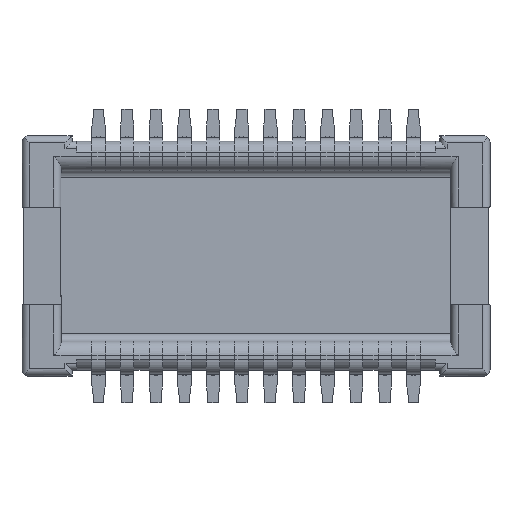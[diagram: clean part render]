
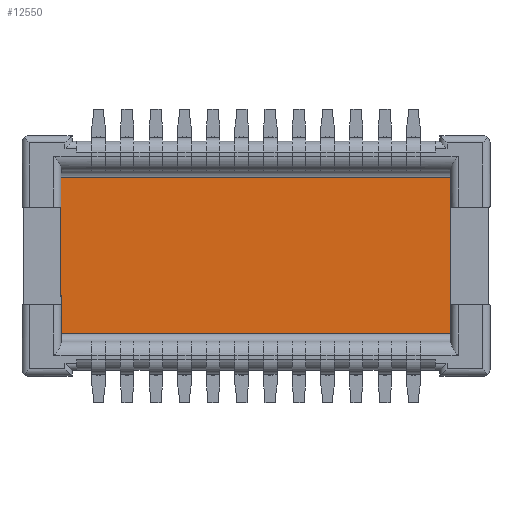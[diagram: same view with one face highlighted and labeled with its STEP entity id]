
A CAD part, top view. The second image highlights one B-rep face of the part: STEP entity #12550.
In plain terms, the highlighted planar face has unit normal (0, 0, 1).
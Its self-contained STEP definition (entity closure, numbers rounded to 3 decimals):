
#847=ORIENTED_EDGE('',*,*,#4559,.F.);
#848=ORIENTED_EDGE('',*,*,#4560,.T.);
#849=ORIENTED_EDGE('',*,*,#4561,.F.);
#850=ORIENTED_EDGE('',*,*,#4562,.T.);
#4559=EDGE_CURVE('',#6401,#6402,#7681,.T.);
#4560=EDGE_CURVE('',#6401,#6403,#7682,.F.);
#4561=EDGE_CURVE('',#6404,#6403,#7683,.T.);
#4562=EDGE_CURVE('',#6404,#6402,#7684,.F.);
#6401=VERTEX_POINT('',#18021);
#6402=VERTEX_POINT('',#18022);
#6403=VERTEX_POINT('',#18024);
#6404=VERTEX_POINT('',#18026);
#7681=LINE('',#18020,#9319);
#7682=LINE('',#18023,#9320);
#7683=LINE('',#18025,#9321);
#7684=LINE('',#18027,#9322);
#9319=VECTOR('',#14439,1000.);
#9320=VECTOR('',#14440,1000.);
#9321=VECTOR('',#14441,1000.);
#9322=VECTOR('',#14442,1000.);
#10794=EDGE_LOOP('',(#847,#848,#849,#850));
#11424=FACE_BOUND('',#10794,.T.);
#12052=PLANE('',#13210);
#12550=ADVANCED_FACE('',(#11424),#12052,.F.);
#13210=AXIS2_PLACEMENT_3D('',#18019,#14437,#14438);
#14437=DIRECTION('',(0.,0.,-1.));
#14438=DIRECTION('',(-1.,0.,0.));
#14439=DIRECTION('',(0.,1.,0.));
#14440=DIRECTION('',(-1.,0.,0.));
#14441=DIRECTION('',(0.,-1.,0.));
#14442=DIRECTION('',(1.,0.,0.));
#18019=CARTESIAN_POINT('',(0.,0.,0.32));
#18020=CARTESIAN_POINT('',(-2.725,-1.19,0.32));
#18021=CARTESIAN_POINT('',(-2.725,-1.09,0.32));
#18022=CARTESIAN_POINT('',(-2.725,1.09,0.32));
#18023=CARTESIAN_POINT('',(0.,-1.09,0.32));
#18024=CARTESIAN_POINT('',(2.725,-1.09,0.32));
#18025=CARTESIAN_POINT('',(2.725,1.19,0.32));
#18026=CARTESIAN_POINT('',(2.725,1.09,0.32));
#18027=CARTESIAN_POINT('',(0.,1.09,0.32));
